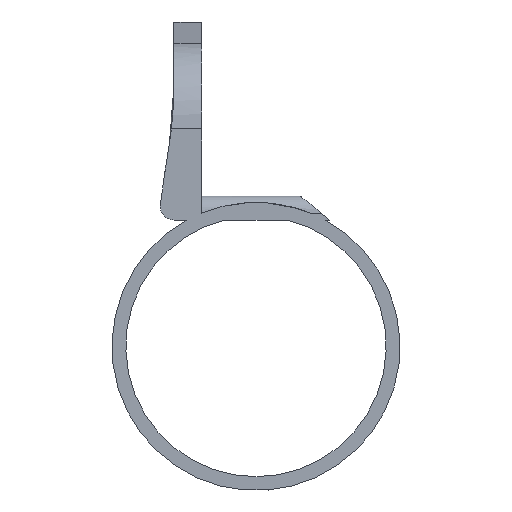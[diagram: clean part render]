
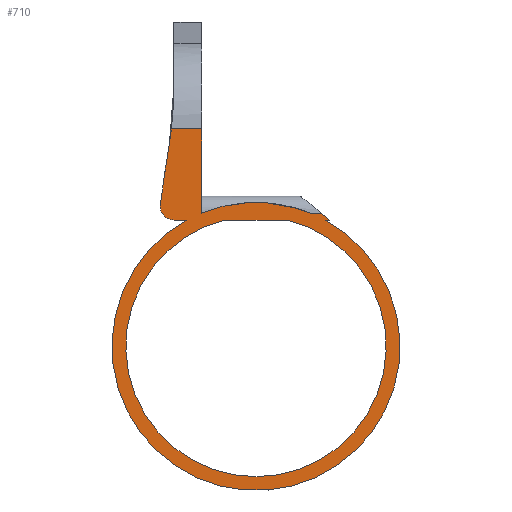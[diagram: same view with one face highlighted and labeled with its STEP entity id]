
A CAD part, front view. The second image highlights one B-rep face of the part: STEP entity #710.
In plain terms, the highlighted planar face has unit normal (0, -1, 0).
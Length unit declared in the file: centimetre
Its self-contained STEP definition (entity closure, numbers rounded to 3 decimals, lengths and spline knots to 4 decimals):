
#17=B_SPLINE_CURVE_WITH_KNOTS('',3,(#1132,#1133,#1134,#1135,#1136,#1137,
#1138,#1139,#1140,#1141,#1142,#1143),.UNSPECIFIED.,.F.,.F.,(4,2,2,2,2,4),
(0.,0.1577,0.3147,0.471,0.5771,
0.6831),.UNSPECIFIED.);
#22=B_SPLINE_CURVE_WITH_KNOTS('',3,(#1252,#1253,#1254,#1255,#1256,#1257),
 .UNSPECIFIED.,.F.,.F.,(4,2,4),(-0.6832,-0.6732,0.),
 .UNSPECIFIED.);
#35=FACE_BOUND('',#155,.T.);
#62=CIRCLE('',#781,4.15);
#63=CIRCLE('',#784,3.75);
#64=CIRCLE('',#786,4.15);
#65=CIRCLE('',#790,10.);
#66=CIRCLE('',#791,115.75);
#112=FACE_OUTER_BOUND('',#154,.T.);
#154=EDGE_LOOP('',(#621,#622,#623,#624,#625,#626,#627,#628,#629,#630,#631,
#632));
#155=EDGE_LOOP('',(#633,#634));
#193=LINE('',#1082,#253);
#199=LINE('',#1208,#259);
#206=LINE('',#1270,#266);
#212=LINE('',#1287,#272);
#216=LINE('',#1330,#276);
#217=LINE('',#1332,#277);
#218=LINE('',#1335,#278);
#253=VECTOR('',#884,1.);
#259=VECTOR('',#906,1.);
#266=VECTOR('',#931,1.);
#272=VECTOR('',#947,1.);
#276=VECTOR('',#967,1.);
#277=VECTOR('',#970,1.);
#278=VECTOR('',#973,1.);
#312=VERTEX_POINT('',#1079);
#313=VERTEX_POINT('',#1081);
#319=VERTEX_POINT('',#1130);
#320=VERTEX_POINT('',#1131);
#328=VERTEX_POINT('',#1206);
#334=VERTEX_POINT('',#1251);
#336=VERTEX_POINT('',#1266);
#338=VERTEX_POINT('',#1269);
#344=VERTEX_POINT('',#1286);
#345=VERTEX_POINT('',#1307);
#346=VERTEX_POINT('',#1309);
#347=VERTEX_POINT('',#1313);
#348=VERTEX_POINT('',#1334);
#349=VERTEX_POINT('',#1336);
#393=EDGE_CURVE('',#313,#312,#193,.T.);
#400=EDGE_CURVE('',#319,#320,#17,.T.);
#411=EDGE_CURVE('',#319,#328,#199,.T.);
#421=EDGE_CURVE('',#320,#334,#22,.T.);
#425=EDGE_CURVE('',#338,#336,#206,.T.);
#434=EDGE_CURVE('',#344,#338,#212,.T.);
#436=EDGE_CURVE('',#344,#328,#62,.T.);
#439=EDGE_CURVE('',#345,#346,#63,.T.);
#441=EDGE_CURVE('',#313,#347,#64,.T.);
#443=EDGE_CURVE('',#345,#346,#216,.T.);
#444=EDGE_CURVE('',#347,#336,#217,.T.);
#445=EDGE_CURVE('',#348,#312,#218,.T.);
#446=EDGE_CURVE('',#349,#348,#65,.T.);
#447=EDGE_CURVE('',#334,#349,#66,.T.);
#621=ORIENTED_EDGE('',*,*,#400,.F.);
#622=ORIENTED_EDGE('',*,*,#411,.T.);
#623=ORIENTED_EDGE('',*,*,#436,.F.);
#624=ORIENTED_EDGE('',*,*,#434,.T.);
#625=ORIENTED_EDGE('',*,*,#425,.T.);
#626=ORIENTED_EDGE('',*,*,#444,.F.);
#627=ORIENTED_EDGE('',*,*,#441,.F.);
#628=ORIENTED_EDGE('',*,*,#393,.T.);
#629=ORIENTED_EDGE('',*,*,#445,.F.);
#630=ORIENTED_EDGE('',*,*,#446,.F.);
#631=ORIENTED_EDGE('',*,*,#447,.F.);
#632=ORIENTED_EDGE('',*,*,#421,.F.);
#633=ORIENTED_EDGE('',*,*,#443,.T.);
#634=ORIENTED_EDGE('',*,*,#439,.F.);
#677=PLANE('',#789);
#710=ADVANCED_FACE('',(#112,#35),#677,.T.);
#781=AXIS2_PLACEMENT_3D('',#1290,#951,#952);
#784=AXIS2_PLACEMENT_3D('',#1310,#958,#959);
#786=AXIS2_PLACEMENT_3D('',#1314,#963,#964);
#789=AXIS2_PLACEMENT_3D('',#1333,#971,#972);
#790=AXIS2_PLACEMENT_3D('',#1337,#974,#975);
#791=AXIS2_PLACEMENT_3D('',#1338,#976,#977);
#884=DIRECTION('',(0.,0.,1.));
#906=DIRECTION('',(1.,0.,0.));
#931=DIRECTION('',(-0.778,0.,0.628));
#947=DIRECTION('',(1.,0.,0.));
#951=DIRECTION('center_axis',(0.,1.,0.));
#952=DIRECTION('ref_axis',(1.,0.,0.));
#958=DIRECTION('center_axis',(0.,-1.,0.));
#959=DIRECTION('ref_axis',(1.,0.,0.));
#963=DIRECTION('center_axis',(0.,1.,0.));
#964=DIRECTION('ref_axis',(1.,0.,0.));
#967=DIRECTION('',(1.,0.,0.));
#970=DIRECTION('',(1.,0.,0.));
#971=DIRECTION('center_axis',(0.,-1.,0.));
#972=DIRECTION('ref_axis',(0.,0.,-1.));
#973=DIRECTION('',(1.,0.,0.));
#974=DIRECTION('center_axis',(0.,-1.,0.));
#975=DIRECTION('ref_axis',(0.95,0.,-0.312));
#976=DIRECTION('center_axis',(0.,1.,0.));
#977=DIRECTION('ref_axis',(-0.988,0.,0.157));
#1079=CARTESIAN_POINT('',(0.8,0.,-3.065));
#1081=CARTESIAN_POINT('',(0.8,0.,-5.4888));
#1082=CARTESIAN_POINT('',(0.8,0.,-0.5));
#1130=CARTESIAN_POINT('',(0.0087,0.,-5.6898));
#1131=CARTESIAN_POINT('',(-0.3893,0.,-5.2381));
#1132=CARTESIAN_POINT('Ctrl Pts',(0.0087,0.,
-5.6898));
#1133=CARTESIAN_POINT('Ctrl Pts',(-0.0439,0.,
-5.6898));
#1134=CARTESIAN_POINT('Ctrl Pts',(-0.0959,0.,
-5.6796));
#1135=CARTESIAN_POINT('Ctrl Pts',(-0.1929,0.,
-5.6397));
#1136=CARTESIAN_POINT('Ctrl Pts',(-0.237,0.,
-5.6105));
#1137=CARTESIAN_POINT('Ctrl Pts',(-0.3112,0.,
-5.537));
#1138=CARTESIAN_POINT('Ctrl Pts',(-0.3407,0.,
-5.4935));
#1139=CARTESIAN_POINT('Ctrl Pts',(-0.3748,0.,
-5.4129));
#1140=CARTESIAN_POINT('Ctrl Pts',(-0.3842,0.,
-5.3787));
#1141=CARTESIAN_POINT('Ctrl Pts',(-0.3938,0.,
-5.3086));
#1142=CARTESIAN_POINT('Ctrl Pts',(-0.3939,0.,
-5.2732));
#1143=CARTESIAN_POINT('Ctrl Pts',(-0.3893,0.,
-5.2381));
#1206=CARTESIAN_POINT('',(0.3773,0.,-5.6898));
#1208=CARTESIAN_POINT('',(0.,0.,-5.6898));
#1251=CARTESIAN_POINT('',(-0.2948,0.,-4.5584));
#1252=CARTESIAN_POINT('Ctrl Pts',(-0.3893,0.,-5.2381));
#1253=CARTESIAN_POINT('Ctrl Pts',(-0.3889,0.,-5.2348));
#1254=CARTESIAN_POINT('Ctrl Pts',(-0.3884,0.,
-5.2315));
#1255=CARTESIAN_POINT('Ctrl Pts',(-0.359,0.,
-5.0064));
#1256=CARTESIAN_POINT('Ctrl Pts',(-0.3278,0.,
-4.7804));
#1257=CARTESIAN_POINT('Ctrl Pts',(-0.2948,0.,
-4.5585));
#1266=CARTESIAN_POINT('',(4.261,0.,-5.5));
#1269=CARTESIAN_POINT('',(4.4962,0.,-5.6898));
#1270=CARTESIAN_POINT('',(2.052,0.,-3.7173));
#1286=CARTESIAN_POINT('',(4.3585,0.,-5.6898));
#1287=CARTESIAN_POINT('',(0.,0.,-5.6898));
#1290=CARTESIAN_POINT('Origin',(2.3679,0.,-9.3312));
#1307=CARTESIAN_POINT('',(1.472,0.,-5.6898));
#1309=CARTESIAN_POINT('',(3.2638,0.,-5.6898));
#1310=CARTESIAN_POINT('Origin',(2.3679,0.,-9.3312));
#1313=CARTESIAN_POINT('',(3.963,0.,-5.5));
#1314=CARTESIAN_POINT('Origin',(2.3679,0.,-9.3312));
#1330=CARTESIAN_POINT('',(0.,0.,-5.6898));
#1332=CARTESIAN_POINT('',(0.,0.,-5.5));
#1333=CARTESIAN_POINT('Origin',(0.,0.,-1.));
#1334=CARTESIAN_POINT('',(-0.0708,0.,-3.065));
#1335=CARTESIAN_POINT('',(0.,0.,-3.065));
#1336=CARTESIAN_POINT('',(-0.1236,0.,-3.4452));
#1337=CARTESIAN_POINT('Origin',(-10.,0.,-1.8775));
#1338=CARTESIAN_POINT('Origin',(114.1952,0.,-21.5908));
